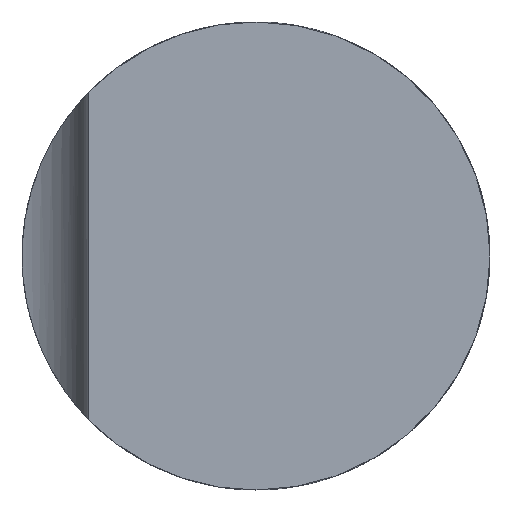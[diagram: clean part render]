
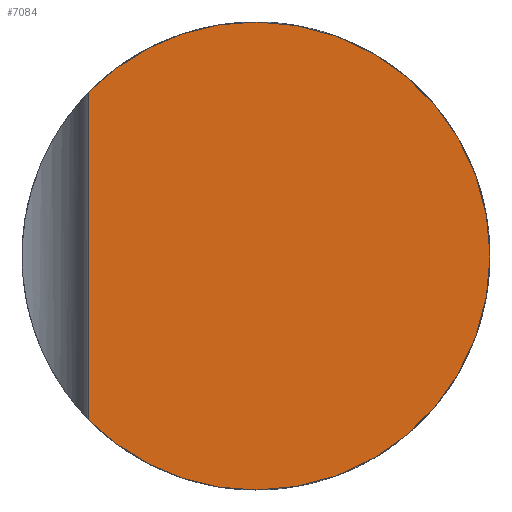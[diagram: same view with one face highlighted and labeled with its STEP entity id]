
A CAD part, left-side view. The second image highlights one B-rep face of the part: STEP entity #7084.
In plain terms, the highlighted planar face has unit normal (-1, 0, 0).
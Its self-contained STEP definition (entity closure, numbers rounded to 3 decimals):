
#11 = CARTESIAN_POINT ( 'NONE',  ( -22.146, 3.571, -3.5 ) ) ;
#44 = CARTESIAN_POINT ( 'NONE',  ( -22.146, 3.571, -3.5 ) ) ;
#264 = ORIENTED_EDGE ( 'NONE', *, *, #375, .F. ) ;
#325 = AXIS2_PLACEMENT_3D ( 'NONE', #4886, #6080, #5586 ) ;
#375 = EDGE_CURVE ( 'NONE', #2278, #2512, #4771, .T. ) ;
#630 = CARTESIAN_POINT ( 'NONE',  ( -22.146, 3.571, 3.5 ) ) ;
#861 = EDGE_LOOP ( 'NONE', ( #7196, #4302, #1349, #264 ) ) ;
#869 = CARTESIAN_POINT ( 'NONE',  ( -22.146, 0., -5. ) ) ;
#1072 = LINE ( 'NONE', #44, #2100 ) ;
#1349 = ORIENTED_EDGE ( 'NONE', *, *, #5326, .F. ) ;
#1440 = DIRECTION ( 'NONE',  ( 0., 0., -1. ) ) ;
#1825 = AXIS2_PLACEMENT_3D ( 'NONE', #3723, #4922, #6044 ) ;
#1906 = AXIS2_PLACEMENT_3D ( 'NONE', #5443, #3687, #4285 ) ;
#2100 = VECTOR ( 'NONE', #7334, 1000. ) ;
#2278 = VERTEX_POINT ( 'NONE', #6024 ) ;
#2512 = VERTEX_POINT ( 'NONE', #869 ) ;
#2845 = EDGE_CURVE ( 'NONE', #4946, #4386, #1072, .T. ) ;
#3367 = CARTESIAN_POINT ( 'NONE',  ( -22.146, 0., 0. ) ) ;
#3652 = FACE_OUTER_BOUND ( 'NONE', #861, .T. ) ;
#3687 = DIRECTION ( 'NONE',  ( 1., 0., 0. ) ) ;
#3723 = CARTESIAN_POINT ( 'NONE',  ( -22.146, 0., 0. ) ) ;
#4285 = DIRECTION ( 'NONE',  ( 0., 0., -1. ) ) ;
#4302 = ORIENTED_EDGE ( 'NONE', *, *, #2845, .F. ) ;
#4386 = VERTEX_POINT ( 'NONE', #630 ) ;
#4751 = CIRCLE ( 'NONE', #1906, 5. ) ;
#4771 = CIRCLE ( 'NONE', #7704, 5. ) ;
#4886 = CARTESIAN_POINT ( 'NONE',  ( -22.146, 0., 0. ) ) ;
#4922 = DIRECTION ( 'NONE',  ( 1., 0., 0. ) ) ;
#4946 = VERTEX_POINT ( 'NONE', #11 ) ;
#5245 = CIRCLE ( 'NONE', #1825, 5. ) ;
#5279 = EDGE_CURVE ( 'NONE', #4386, #2278, #5245, .T. ) ;
#5326 = EDGE_CURVE ( 'NONE', #2512, #4946, #4751, .T. ) ;
#5443 = CARTESIAN_POINT ( 'NONE',  ( -22.146, 0., 0. ) ) ;
#5586 = DIRECTION ( 'NONE',  ( 0., 0., -1. ) ) ;
#5670 = DIRECTION ( 'NONE',  ( 1., 0., 0. ) ) ;
#6024 = CARTESIAN_POINT ( 'NONE',  ( -22.146, 0., 5. ) ) ;
#6044 = DIRECTION ( 'NONE',  ( 0., 0., -1. ) ) ;
#6080 = DIRECTION ( 'NONE',  ( 1., 0., 0. ) ) ;
#6748 = PLANE ( 'NONE',  #325 ) ;
#7084 = ADVANCED_FACE ( 'NONE', ( #3652 ), #6748, .F. ) ;
#7196 = ORIENTED_EDGE ( 'NONE', *, *, #5279, .F. ) ;
#7334 = DIRECTION ( 'NONE',  ( 0., 0., 1. ) ) ;
#7704 = AXIS2_PLACEMENT_3D ( 'NONE', #3367, #5670, #1440 ) ;
